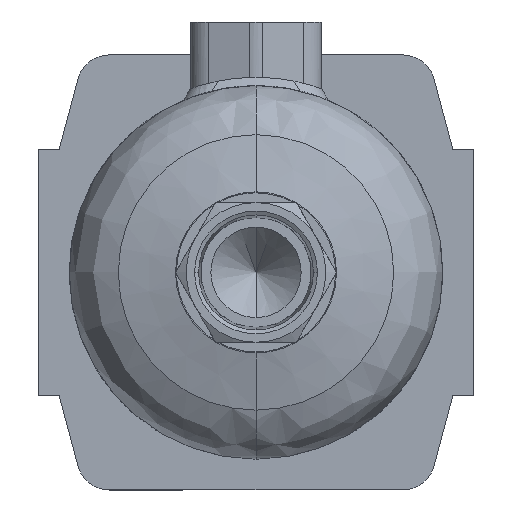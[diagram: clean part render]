
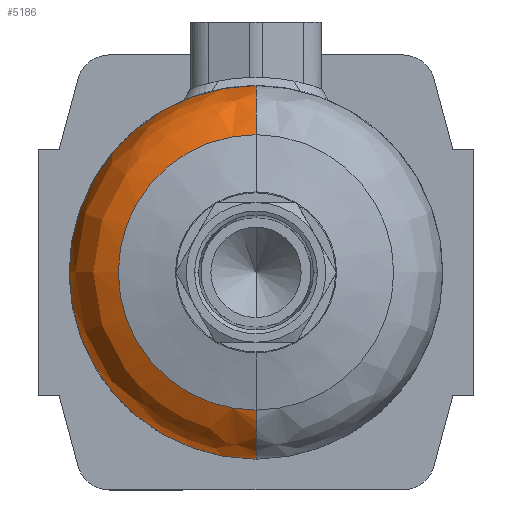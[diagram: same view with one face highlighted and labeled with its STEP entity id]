
A CAD part, front view. The second image highlights one B-rep face of the part: STEP entity #5186.
In plain terms, the highlighted free-form (B-spline) face has degree [3, 3] with [4, 4] control points.
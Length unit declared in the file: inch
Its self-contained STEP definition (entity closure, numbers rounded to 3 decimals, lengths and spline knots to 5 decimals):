
#3953 = CARTESIAN_POINT ( 'NONE',  ( 0., -2.53635, -0.89567 ) ) ;
#3955 = CARTESIAN_POINT ( 'NONE',  ( 0., -2.53635, 0.89567 ) ) ;
#3959 = CARTESIAN_POINT ( 'NONE',  ( 0., -2.84106, 0.6604 ) ) ;
#3997 = CARTESIAN_POINT ( 'NONE',  ( 0., -2.84106, -0.6604 ) ) ;
#4867 = VERTEX_POINT ( 'NONE', #3997 ) ;
#4886 = VERTEX_POINT ( 'NONE', #3959 ) ;
#4888 = VERTEX_POINT ( 'NONE', #3955 ) ;
#4889 = VERTEX_POINT ( 'NONE', #3953 ) ;
#5186 = ADVANCED_FACE ( 'NONE', ( #11873 ), #13906, .T. ) ;
#5552 = EDGE_CURVE ( 'NONE', #4867, #4889, #9304, .T. ) ;
#5553 = EDGE_CURVE ( 'NONE', #4867, #4886, #9305, .T. ) ;
#5554 = EDGE_CURVE ( 'NONE', #4886, #4888, #9307, .T. ) ;
#5561 = EDGE_CURVE ( 'NONE', #4889, #4888, #9314, .T. ) ;
#7418 = AXIS2_PLACEMENT_3D ( 'NONE', #11788, #11770, #11769 ) ;
#7419 = AXIS2_PLACEMENT_3D ( 'NONE', #11765, #11763, #11762 ) ;
#7420 = AXIS2_PLACEMENT_3D ( 'NONE', #11768, #11767, #11766 ) ;
#7426 = AXIS2_PLACEMENT_3D ( 'NONE', #11729, #11728, #11727 ) ;
#9304 = CIRCLE ( 'NONE', #7418, 0.31496 ) ;
#9305 = CIRCLE ( 'NONE', #7420, 0.6604 ) ;
#9307 = CIRCLE ( 'NONE', #7419, 0.31496 ) ;
#9314 = CIRCLE ( 'NONE', #7426, 0.89567 ) ;
#11207 = CARTESIAN_POINT ( 'NONE',  ( -1.60918, -2.80335, 0.80459 ) ) ;
#11209 = CARTESIAN_POINT ( 'NONE',  ( -1.79134, -2.68538, 0.89567 ) ) ;
#11210 = CARTESIAN_POINT ( 'NONE',  ( -1.79134, -2.53635, 0.89567 ) ) ;
#11211 = CARTESIAN_POINT ( 'NONE',  ( 0., -2.80335, -0.80459 ) ) ;
#11212 = CARTESIAN_POINT ( 'NONE',  ( 0., -2.68538, -0.89567 ) ) ;
#11213 = CARTESIAN_POINT ( 'NONE',  ( -1.60918, -2.80335, -0.80459 ) ) ;
#11214 = CARTESIAN_POINT ( 'NONE',  ( 0., -2.53635, 0.89567 ) ) ;
#11215 = CARTESIAN_POINT ( 'NONE',  ( -1.79134, -2.53635, -0.89567 ) ) ;
#11216 = CARTESIAN_POINT ( 'NONE',  ( -1.79134, -2.68538, -0.89567 ) ) ;
#11217 = CARTESIAN_POINT ( 'NONE',  ( 0., -2.53635, -0.89567 ) ) ;
#11219 = CARTESIAN_POINT ( 'NONE',  ( 0., -2.68538, 0.89567 ) ) ;
#11416 = CARTESIAN_POINT ( 'NONE',  ( -1.3208, -2.84106, -0.6604 ) ) ;
#11417 = CARTESIAN_POINT ( 'NONE',  ( -1.3208, -2.84106, 0.6604 ) ) ;
#11420 = CARTESIAN_POINT ( 'NONE',  ( 0., -2.84106, 0.6604 ) ) ;
#11422 = CARTESIAN_POINT ( 'NONE',  ( 0., -2.84106, -0.6604 ) ) ;
#11423 = CARTESIAN_POINT ( 'NONE',  ( 0., -2.80335, 0.80459 ) ) ;
#11727 = DIRECTION ( 'NONE',  ( 0., 0., 1. ) ) ;
#11728 = DIRECTION ( 'NONE',  ( 0., 1., 0. ) ) ;
#11729 = CARTESIAN_POINT ( 'NONE',  ( 0., -2.53635, 0. ) ) ;
#11762 = DIRECTION ( 'NONE',  ( 0., 0., 1. ) ) ;
#11763 = DIRECTION ( 'NONE',  ( -1., 0., 0. ) ) ;
#11765 = CARTESIAN_POINT ( 'NONE',  ( 0., -2.53635, 0.58071 ) ) ;
#11766 = DIRECTION ( 'NONE',  ( 0., 0., -1. ) ) ;
#11767 = DIRECTION ( 'NONE',  ( 0., 1., 0. ) ) ;
#11768 = CARTESIAN_POINT ( 'NONE',  ( 0., -2.84106, 0. ) ) ;
#11769 = DIRECTION ( 'NONE',  ( 0., 0., -1. ) ) ;
#11770 = DIRECTION ( 'NONE',  ( 1., 0., 0. ) ) ;
#11788 = CARTESIAN_POINT ( 'NONE',  ( 0., -2.53635, -0.58071 ) ) ;
#11873 = FACE_OUTER_BOUND ( 'NONE', #15215, .T. ) ;
#12932 = ORIENTED_EDGE ( 'NONE', *, *, #5554, .T. ) ;
#12934 = ORIENTED_EDGE ( 'NONE', *, *, #5552, .F. ) ;
#12936 = ORIENTED_EDGE ( 'NONE', *, *, #5561, .F. ) ;
#12939 = ORIENTED_EDGE ( 'NONE', *, *, #5553, .T. ) ;
#13906 =( BOUNDED_SURFACE ( )  B_SPLINE_SURFACE ( 3, 3, ( 
 ( #11420, #11417, #11416, #11422 ),
 ( #11423, #11207, #11213, #11211 ),
 ( #11219, #11209, #11216, #11212 ),
 ( #11214, #11210, #11215, #11217 ) ),
 .UNSPECIFIED., .F., .F., .T. ) 
 B_SPLINE_SURFACE_WITH_KNOTS ( ( 4, 4 ),
 ( 4, 4 ),
 ( 0., 1. ),
 ( 0., 1. ),
 .UNSPECIFIED. ) 
 GEOMETRIC_REPRESENTATION_ITEM ( )  RATIONAL_B_SPLINE_SURFACE ( (
 ( 1., 0.333, 0.333, 1.),
 ( 0.861, 0.287, 0.287, 0.861),
 ( 0.861, 0.287, 0.287, 0.861),
 ( 1., 0.333, 0.333, 1.) ) ) 
 REPRESENTATION_ITEM ( '' )  SURFACE ( )  );
#15215 = EDGE_LOOP ( 'NONE', ( #12939, #12932, #12936, #12934 ) ) ;
